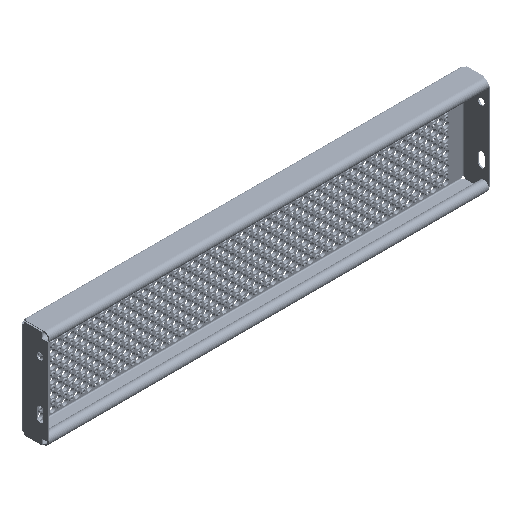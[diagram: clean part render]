
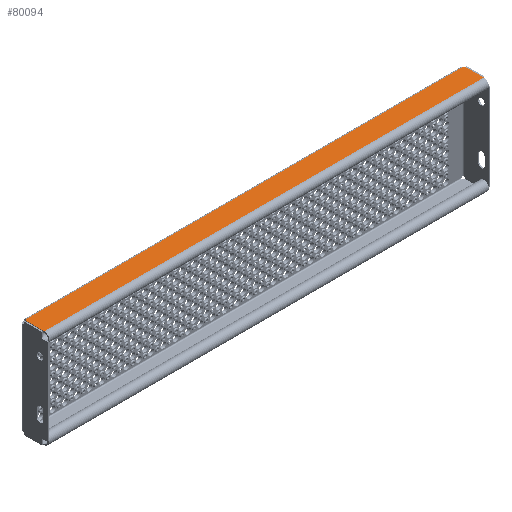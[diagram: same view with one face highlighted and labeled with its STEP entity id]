
A CAD part, isometric view. The second image highlights one B-rep face of the part: STEP entity #80094.
In plain terms, the highlighted planar face has unit normal (0, 0, 1).
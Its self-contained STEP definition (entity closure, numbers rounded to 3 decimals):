
#840 = AXIS2_PLACEMENT_3D ( 'NONE', #99951, #52665, #1296 ) ;
#1296 = DIRECTION ( 'NONE',  ( 0., -1., 0. ) ) ;
#12906 = DIRECTION ( 'NONE',  ( 0., -1., 0. ) ) ;
#14250 = VECTOR ( 'NONE', #12906, 1000. ) ;
#19634 = ORIENTED_EDGE ( 'NONE', *, *, #114620, .F. ) ;
#21039 = CARTESIAN_POINT ( 'NONE',  ( -446.49, -44.505, 100. ) ) ;
#22077 = DIRECTION ( 'NONE',  ( 1., 0., 0. ) ) ;
#22318 = VERTEX_POINT ( 'NONE', #203652 ) ;
#23820 = AXIS2_PLACEMENT_3D ( 'NONE', #93614, #112469, #46331 ) ;
#28410 = CARTESIAN_POINT ( 'NONE',  ( 447.49, -7.211, 100. ) ) ;
#30479 = CARTESIAN_POINT ( 'NONE',  ( 447.49, -44.505, 100. ) ) ;
#41581 = ORIENTED_EDGE ( 'NONE', *, *, #181657, .T. ) ;
#42191 = CARTESIAN_POINT ( 'NONE',  ( -448.4, 194.505, 100. ) ) ;
#46331 = DIRECTION ( 'NONE',  ( 0., -1., 0. ) ) ;
#52665 = DIRECTION ( 'NONE',  ( 0., 0., -1. ) ) ;
#69374 = EDGE_CURVE ( 'NONE', #96962, #22318, #205019, .T. ) ;
#69684 = EDGE_CURVE ( 'NONE', #141983, #203119, #156533, .T. ) ;
#73703 = PLANE ( 'NONE',  #197981 ) ;
#75123 = ORIENTED_EDGE ( 'NONE', *, *, #108307, .T. ) ;
#80094 = ADVANCED_FACE ( 'NONE', ( #138844 ), #73703, .T. ) ;
#86366 = DIRECTION ( 'NONE',  ( 0., -1., 0. ) ) ;
#92165 = EDGE_LOOP ( 'NONE', ( #75123, #171454, #182618, #19634, #188988, #41581 ) ) ;
#92796 = CARTESIAN_POINT ( 'NONE',  ( 443.913, -4.5, 100. ) ) ;
#93614 = CARTESIAN_POINT ( 'NONE',  ( 448.4, -2.295, 100. ) ) ;
#95018 = DIRECTION ( 'NONE',  ( 1., 0., 0. ) ) ;
#96962 = VERTEX_POINT ( 'NONE', #98361 ) ;
#98361 = CARTESIAN_POINT ( 'NONE',  ( -443.913, -4.5, 100. ) ) ;
#99951 = CARTESIAN_POINT ( 'NONE',  ( -448.4, -2.295, 100. ) ) ;
#104614 = VERTEX_POINT ( 'NONE', #123867 ) ;
#107668 = LINE ( 'NONE', #171715, #176371 ) ;
#108307 = EDGE_CURVE ( 'NONE', #104614, #141983, #164909, .T. ) ;
#112469 = DIRECTION ( 'NONE',  ( 0., 0., -1. ) ) ;
#114620 = EDGE_CURVE ( 'NONE', #96962, #145949, #107668, .T. ) ;
#121191 = VECTOR ( 'NONE', #140785, 1000. ) ;
#123867 = CARTESIAN_POINT ( 'NONE',  ( -446.49, -44.505, 100. ) ) ;
#138844 = FACE_OUTER_BOUND ( 'NONE', #92165, .T. ) ;
#140785 = DIRECTION ( 'NONE',  ( 0., 1., 0. ) ) ;
#141983 = VERTEX_POINT ( 'NONE', #30479 ) ;
#145949 = VERTEX_POINT ( 'NONE', #92796 ) ;
#152951 = CARTESIAN_POINT ( 'NONE',  ( 447.49, -7.211, 100. ) ) ;
#156533 = LINE ( 'NONE', #28410, #121191 ) ;
#156811 = CARTESIAN_POINT ( 'NONE',  ( -446.49, -6.916, 100. ) ) ;
#164909 = LINE ( 'NONE', #21039, #166430 ) ;
#166430 = VECTOR ( 'NONE', #22077, 1000. ) ;
#169242 = EDGE_CURVE ( 'NONE', #203119, #145949, #204917, .T. ) ;
#170300 = DIRECTION ( 'NONE',  ( 0., 0., 1. ) ) ;
#171454 = ORIENTED_EDGE ( 'NONE', *, *, #69684, .T. ) ;
#171715 = CARTESIAN_POINT ( 'NONE',  ( -448.4, -4.5, 100. ) ) ;
#176371 = VECTOR ( 'NONE', #95018, 1000. ) ;
#181657 = EDGE_CURVE ( 'NONE', #22318, #104614, #205152, .T. ) ;
#182618 = ORIENTED_EDGE ( 'NONE', *, *, #169242, .T. ) ;
#188988 = ORIENTED_EDGE ( 'NONE', *, *, #69374, .T. ) ;
#197981 = AXIS2_PLACEMENT_3D ( 'NONE', #42191, #170300, #86366 ) ;
#203119 = VERTEX_POINT ( 'NONE', #152951 ) ;
#203652 = CARTESIAN_POINT ( 'NONE',  ( -446.49, -6.916, 100. ) ) ;
#204917 = CIRCLE ( 'NONE', #23820, 5. ) ;
#205019 = CIRCLE ( 'NONE', #840, 5. ) ;
#205152 = LINE ( 'NONE', #156811, #14250 ) ;
